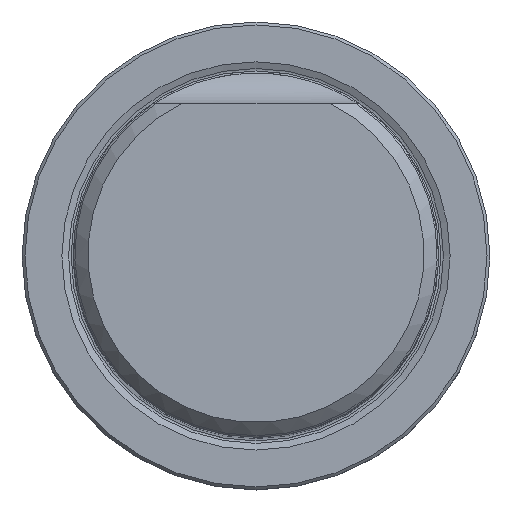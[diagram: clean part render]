
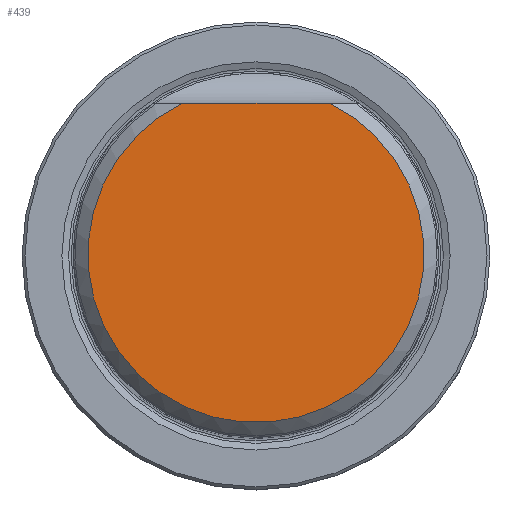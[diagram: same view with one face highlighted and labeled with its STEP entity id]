
A CAD part, top view. The second image highlights one B-rep face of the part: STEP entity #439.
In plain terms, the highlighted planar face has unit normal (0, 0, 1).
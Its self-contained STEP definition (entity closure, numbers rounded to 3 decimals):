
#314=PLANE('',#4635);
#439=ADVANCED_FACE('CU_SU_1',(#742),#314,.F.);
#742=FACE_OUTER_BOUND('',#980,.T.);
#980=EDGE_LOOP('',(#2203,#2204));
#1255=CIRCLE('',#4634,11.497);
#1383=LINE('',#6747,#1604);
#1604=VECTOR('',#5243,1.);
#2203=ORIENTED_EDGE('',*,*,#3846,.F.);
#2204=ORIENTED_EDGE('',*,*,#3847,.F.);
#3400=VERTEX_POINT('',#6745);
#3401=VERTEX_POINT('',#6746);
#3846=EDGE_CURVE('',#3400,#3401,#1255,.T.);
#3847=EDGE_CURVE('',#3401,#3400,#1383,.T.);
#4634=AXIS2_PLACEMENT_3D('',#6744,#5241,#5242);
#4635=AXIS2_PLACEMENT_3D('',#6748,#5244,#5245);
#5241=DIRECTION('',(0.,0.,-1.));
#5242=DIRECTION('',(0.,-1.,0.));
#5243=DIRECTION('',(1.,0.,0.));
#5244=DIRECTION('',(0.,0.,-1.));
#5245=DIRECTION('',(0.,-1.,0.));
#6744=CARTESIAN_POINT('',(0.,0.,56.));
#6745=CARTESIAN_POINT('',(4.999,10.353,56.));
#6746=CARTESIAN_POINT('',(-4.999,10.353,56.));
#6747=CARTESIAN_POINT('',(-12.497,10.353,56.));
#6748=CARTESIAN_POINT('',(0.,0.,56.));
